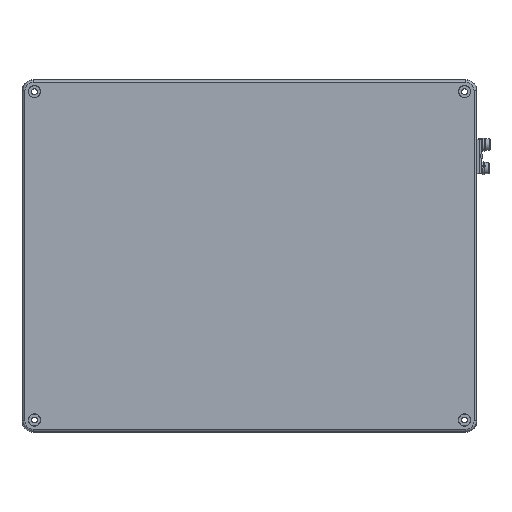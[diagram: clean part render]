
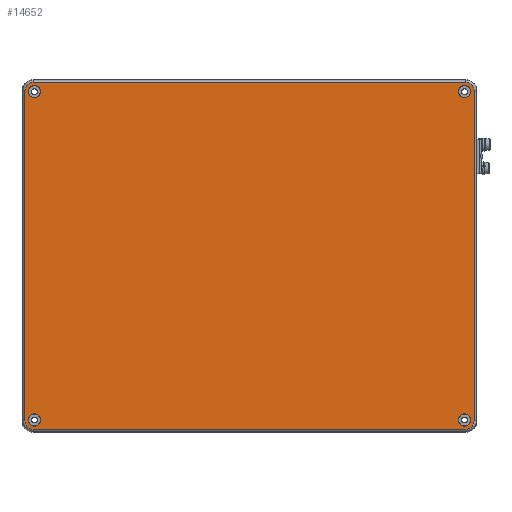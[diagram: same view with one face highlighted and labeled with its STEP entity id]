
A CAD part, top view. The second image highlights one B-rep face of the part: STEP entity #14652.
In plain terms, the highlighted face is planar.
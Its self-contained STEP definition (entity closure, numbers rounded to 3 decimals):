
#13675 = VERTEX_POINT('',#13676);
#13676 = CARTESIAN_POINT('',(185.75,-146.,0.));
#13682 = EDGE_CURVE('',#13683,#13675,#13685,.T.);
#13683 = VERTEX_POINT('',#13684);
#13684 = CARTESIAN_POINT('',(196.75,-146.,0.));
#13685 = CIRCLE('',#13686,5.5);
#13686 = AXIS2_PLACEMENT_3D('',#13687,#13688,#13689);
#13687 = CARTESIAN_POINT('',(191.25,-146.,-0.));
#13688 = DIRECTION('',(0.,0.,-1.));
#13689 = DIRECTION('',(-1.,0.,0.));
#13717 = VERTEX_POINT('',#13718);
#13718 = CARTESIAN_POINT('',(-196.75,-146.,0.));
#13724 = EDGE_CURVE('',#13725,#13717,#13727,.T.);
#13725 = VERTEX_POINT('',#13726);
#13726 = CARTESIAN_POINT('',(-185.75,-146.,0.));
#13727 = CIRCLE('',#13728,5.5);
#13728 = AXIS2_PLACEMENT_3D('',#13729,#13730,#13731);
#13729 = CARTESIAN_POINT('',(-191.25,-146.,0.));
#13730 = DIRECTION('',(0.,0.,-1.));
#13731 = DIRECTION('',(-1.,0.,0.));
#13759 = VERTEX_POINT('',#13760);
#13760 = CARTESIAN_POINT('',(-196.75,146.,0.));
#13766 = EDGE_CURVE('',#13767,#13759,#13769,.T.);
#13767 = VERTEX_POINT('',#13768);
#13768 = CARTESIAN_POINT('',(-185.75,146.,0.));
#13769 = CIRCLE('',#13770,5.5);
#13770 = AXIS2_PLACEMENT_3D('',#13771,#13772,#13773);
#13771 = CARTESIAN_POINT('',(-191.25,146.,0.));
#13772 = DIRECTION('',(0.,0.,-1.));
#13773 = DIRECTION('',(-1.,0.,0.));
#13801 = VERTEX_POINT('',#13802);
#13802 = CARTESIAN_POINT('',(185.75,146.,0.));
#13808 = EDGE_CURVE('',#13809,#13801,#13811,.T.);
#13809 = VERTEX_POINT('',#13810);
#13810 = CARTESIAN_POINT('',(196.75,146.,0.));
#13811 = CIRCLE('',#13812,5.5);
#13812 = AXIS2_PLACEMENT_3D('',#13813,#13814,#13815);
#13813 = CARTESIAN_POINT('',(191.25,146.,0.));
#13814 = DIRECTION('',(0.,0.,-1.));
#13815 = DIRECTION('',(-1.,0.,0.));
#14652 = ADVANCED_FACE('',(#14653,#14723,#14733,#14743,#14753),#14763,
  .F.);
#14653 = FACE_BOUND('',#14654,.T.);
#14654 = EDGE_LOOP('',(#14655,#14665,#14674,#14682,#14691,#14699,#14708,
    #14716));
#14655 = ORIENTED_EDGE('',*,*,#14656,.T.);
#14656 = EDGE_CURVE('',#14657,#14659,#14661,.T.);
#14657 = VERTEX_POINT('',#14658);
#14658 = CARTESIAN_POINT('',(-199.67,-146.8,0.));
#14659 = VERTEX_POINT('',#14660);
#14660 = CARTESIAN_POINT('',(-199.67,146.8,0.));
#14661 = LINE('',#14662,#14663);
#14662 = CARTESIAN_POINT('',(-199.67,0.,0.));
#14663 = VECTOR('',#14664,1.);
#14664 = DIRECTION('',(0.,1.,-0.));
#14665 = ORIENTED_EDGE('',*,*,#14666,.T.);
#14666 = EDGE_CURVE('',#14659,#14667,#14669,.T.);
#14667 = VERTEX_POINT('',#14668);
#14668 = CARTESIAN_POINT('',(-192.3,154.17,0.));
#14669 = CIRCLE('',#14670,7.37);
#14670 = AXIS2_PLACEMENT_3D('',#14671,#14672,#14673);
#14671 = CARTESIAN_POINT('',(-192.3,146.8,0.));
#14672 = DIRECTION('',(0.,0.,-1.));
#14673 = DIRECTION('',(1.,0.,0.));
#14674 = ORIENTED_EDGE('',*,*,#14675,.T.);
#14675 = EDGE_CURVE('',#14667,#14676,#14678,.T.);
#14676 = VERTEX_POINT('',#14677);
#14677 = CARTESIAN_POINT('',(192.3,154.17,0.));
#14678 = LINE('',#14679,#14680);
#14679 = CARTESIAN_POINT('',(-0.,154.17,0.));
#14680 = VECTOR('',#14681,1.);
#14681 = DIRECTION('',(1.,0.,0.));
#14682 = ORIENTED_EDGE('',*,*,#14683,.T.);
#14683 = EDGE_CURVE('',#14676,#14684,#14686,.T.);
#14684 = VERTEX_POINT('',#14685);
#14685 = CARTESIAN_POINT('',(199.67,146.8,0.));
#14686 = CIRCLE('',#14687,7.37);
#14687 = AXIS2_PLACEMENT_3D('',#14688,#14689,#14690);
#14688 = CARTESIAN_POINT('',(192.3,146.8,0.));
#14689 = DIRECTION('',(0.,0.,-1.));
#14690 = DIRECTION('',(1.,0.,0.));
#14691 = ORIENTED_EDGE('',*,*,#14692,.T.);
#14692 = EDGE_CURVE('',#14684,#14693,#14695,.T.);
#14693 = VERTEX_POINT('',#14694);
#14694 = CARTESIAN_POINT('',(199.67,-146.8,0.));
#14695 = LINE('',#14696,#14697);
#14696 = CARTESIAN_POINT('',(199.67,0.,0.));
#14697 = VECTOR('',#14698,1.);
#14698 = DIRECTION('',(0.,-1.,0.));
#14699 = ORIENTED_EDGE('',*,*,#14700,.T.);
#14700 = EDGE_CURVE('',#14693,#14701,#14703,.T.);
#14701 = VERTEX_POINT('',#14702);
#14702 = CARTESIAN_POINT('',(192.3,-154.17,0.));
#14703 = CIRCLE('',#14704,7.37);
#14704 = AXIS2_PLACEMENT_3D('',#14705,#14706,#14707);
#14705 = CARTESIAN_POINT('',(192.3,-146.8,0.));
#14706 = DIRECTION('',(0.,0.,-1.));
#14707 = DIRECTION('',(1.,0.,0.));
#14708 = ORIENTED_EDGE('',*,*,#14709,.T.);
#14709 = EDGE_CURVE('',#14701,#14710,#14712,.T.);
#14710 = VERTEX_POINT('',#14711);
#14711 = CARTESIAN_POINT('',(-192.3,-154.17,0.));
#14712 = LINE('',#14713,#14714);
#14713 = CARTESIAN_POINT('',(-0.,-154.17,0.));
#14714 = VECTOR('',#14715,1.);
#14715 = DIRECTION('',(-1.,0.,-0.));
#14716 = ORIENTED_EDGE('',*,*,#14717,.T.);
#14717 = EDGE_CURVE('',#14710,#14657,#14718,.T.);
#14718 = CIRCLE('',#14719,7.37);
#14719 = AXIS2_PLACEMENT_3D('',#14720,#14721,#14722);
#14720 = CARTESIAN_POINT('',(-192.3,-146.8,0.));
#14721 = DIRECTION('',(0.,0.,-1.));
#14722 = DIRECTION('',(1.,0.,0.));
#14723 = FACE_BOUND('',#14724,.T.);
#14724 = EDGE_LOOP('',(#14725,#14732));
#14725 = ORIENTED_EDGE('',*,*,#14726,.F.);
#14726 = EDGE_CURVE('',#13675,#13683,#14727,.T.);
#14727 = CIRCLE('',#14728,5.5);
#14728 = AXIS2_PLACEMENT_3D('',#14729,#14730,#14731);
#14729 = CARTESIAN_POINT('',(191.25,-146.,-0.));
#14730 = DIRECTION('',(0.,0.,-1.));
#14731 = DIRECTION('',(-1.,0.,0.));
#14732 = ORIENTED_EDGE('',*,*,#13682,.F.);
#14733 = FACE_BOUND('',#14734,.T.);
#14734 = EDGE_LOOP('',(#14735,#14742));
#14735 = ORIENTED_EDGE('',*,*,#14736,.F.);
#14736 = EDGE_CURVE('',#13717,#13725,#14737,.T.);
#14737 = CIRCLE('',#14738,5.5);
#14738 = AXIS2_PLACEMENT_3D('',#14739,#14740,#14741);
#14739 = CARTESIAN_POINT('',(-191.25,-146.,0.));
#14740 = DIRECTION('',(0.,0.,-1.));
#14741 = DIRECTION('',(-1.,0.,0.));
#14742 = ORIENTED_EDGE('',*,*,#13724,.F.);
#14743 = FACE_BOUND('',#14744,.T.);
#14744 = EDGE_LOOP('',(#14745,#14752));
#14745 = ORIENTED_EDGE('',*,*,#14746,.F.);
#14746 = EDGE_CURVE('',#13759,#13767,#14747,.T.);
#14747 = CIRCLE('',#14748,5.5);
#14748 = AXIS2_PLACEMENT_3D('',#14749,#14750,#14751);
#14749 = CARTESIAN_POINT('',(-191.25,146.,0.));
#14750 = DIRECTION('',(0.,0.,-1.));
#14751 = DIRECTION('',(-1.,0.,0.));
#14752 = ORIENTED_EDGE('',*,*,#13766,.F.);
#14753 = FACE_BOUND('',#14754,.T.);
#14754 = EDGE_LOOP('',(#14755,#14762));
#14755 = ORIENTED_EDGE('',*,*,#14756,.F.);
#14756 = EDGE_CURVE('',#13801,#13809,#14757,.T.);
#14757 = CIRCLE('',#14758,5.5);
#14758 = AXIS2_PLACEMENT_3D('',#14759,#14760,#14761);
#14759 = CARTESIAN_POINT('',(191.25,146.,0.));
#14760 = DIRECTION('',(0.,0.,-1.));
#14761 = DIRECTION('',(-1.,0.,0.));
#14762 = ORIENTED_EDGE('',*,*,#13808,.F.);
#14763 = PLANE('',#14764);
#14764 = AXIS2_PLACEMENT_3D('',#14765,#14766,#14767);
#14765 = CARTESIAN_POINT('',(0.,0.,0.));
#14766 = DIRECTION('',(-0.,0.,1.));
#14767 = DIRECTION('',(1.,0.,0.));
